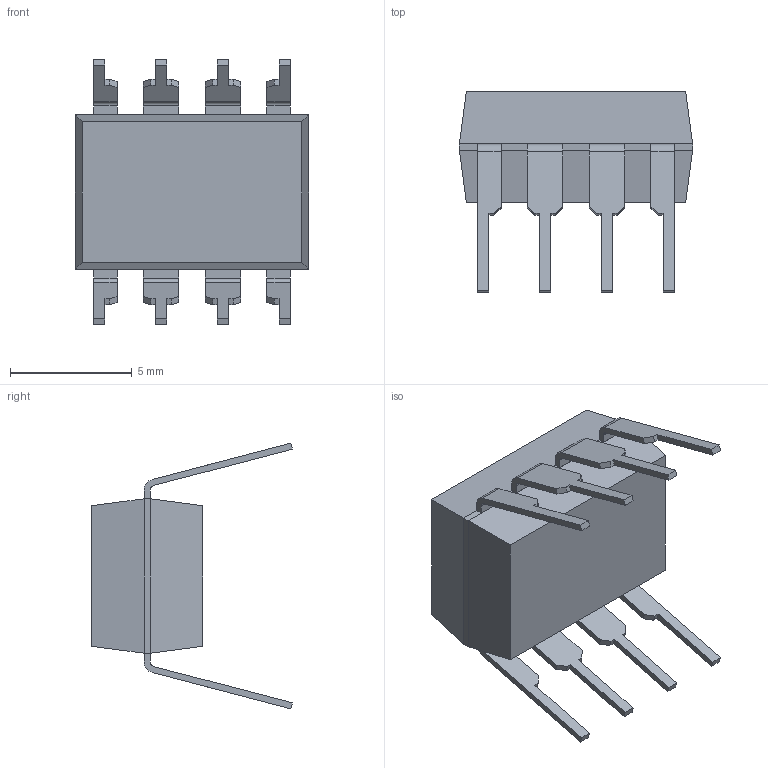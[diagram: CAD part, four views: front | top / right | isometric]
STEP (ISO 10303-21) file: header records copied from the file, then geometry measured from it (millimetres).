
FILE_DESCRIPTION (( 'STEP AP214' ), '1' );
FILE_NAME ('LM741CN(slash)NOPB.STEP', '2020-07-04T01:03:46', ( '' ), ( '' ), 'SwSTEP 2.0', 'SolidWorks 2017', '' );
FILE_SCHEMA (( 'AUTOMOTIVE_DESIGN' ));
Length unit declared in the file: inch
Products named in the file (1): LM741CN(slash)NOPB
Bounding box: 9.59 x 8.26 x 10.92 mm (x, y, z)
Volume: 270.5 mm3; surface area: 367.9 mm2
Topology: 10 solids, 10 shells, 137 faces, 340 edges, 224 vertices
Faces by surface type: plane 117, cylinder 20
Entity records: 4149 total; most frequent: CARTESIAN_POINT 702, ORIENTED_EDGE 680, DIRECTION 656, EDGE_CURVE 340, LINE 300, VECTOR 300, VERTEX_POINT 224, AXIS2_PLACEMENT_3D 178
